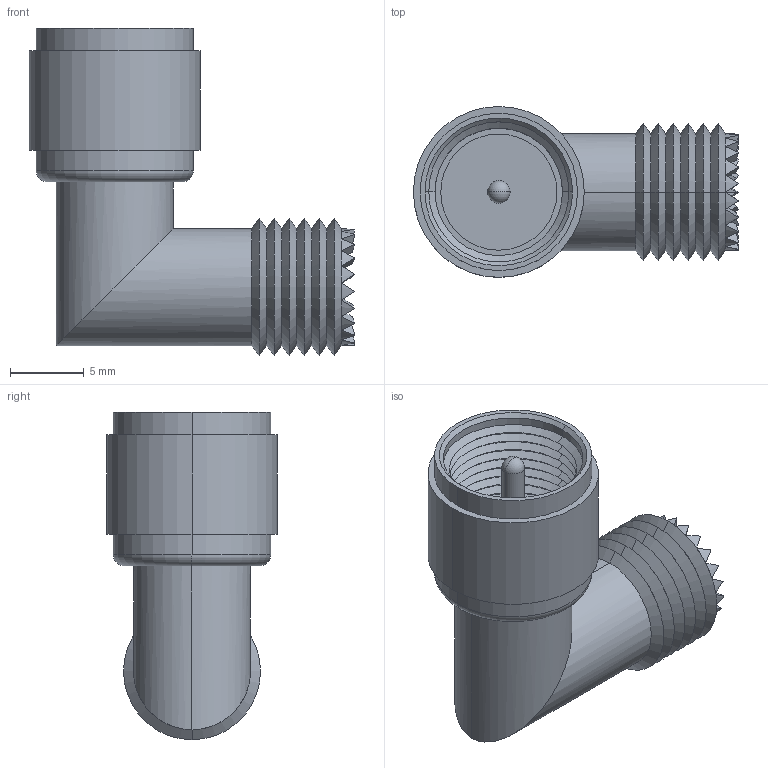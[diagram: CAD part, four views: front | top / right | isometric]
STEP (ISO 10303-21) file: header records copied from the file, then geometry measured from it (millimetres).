
FILE_DESCRIPTION (( 'STEP AP203' ), '1' );
FILE_NAME ('BA470.STEP', '2010-12-22T14:23:43', ( 'x' ), ( 'Microsoft' ), 'SwSTEP 2.0', 'SolidWorks 2010', '' );
FILE_SCHEMA (( 'CONFIG_CONTROL_DESIGN' ));
Length unit declared in the file: inch
Products named in the file (1): BA470
Bounding box: 22.05 x 11.58 x 22.2 mm (x, y, z)
Volume: 1591.7 mm3; surface area: 1824.3 mm2
Topology: 1 solids, 1 shells, 184 faces, 432 edges, 258 vertices
Faces by surface type: plane 74, cone 66, cylinder 40, sphere 2, torus 2
Entity records: 5239 total; most frequent: CARTESIAN_POINT 1127, DIRECTION 864, ORIENTED_EDGE 856, EDGE_CURVE 428, AXIS2_PLACEMENT_3D 337, VERTEX_POINT 256, EDGE_LOOP 194, LINE 190
